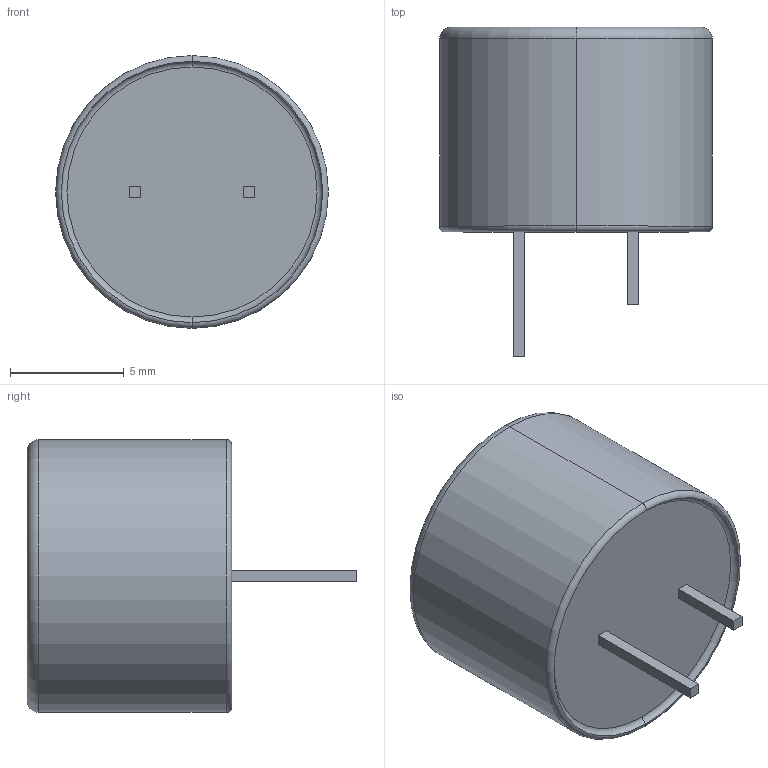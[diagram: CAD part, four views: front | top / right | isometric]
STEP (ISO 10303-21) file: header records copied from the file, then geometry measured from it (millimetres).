
FILE_DESCRIPTION (( 'STEP AP214' ), '1' );
FILE_NAME ('SD1209T5-A1.STEP', '2021-05-05T06:48:41', ( '' ), ( '' ), 'SwSTEP 2.0', 'SolidWorks 2018', '' );
FILE_SCHEMA (( 'AUTOMOTIVE_DESIGN' ));
Length unit declared in the file: millimetre
Products named in the file (1): SD1209T5-A1
Bounding box: 12 x 14.5 x 12 mm (x, y, z)
Volume: 972.6 mm3; surface area: 607.5 mm2
Topology: 1 solids, 1 shells, 27 faces, 56 edges, 34 vertices
Faces by surface type: plane 13, torus 10, cylinder 4
Entity records: 1049 total; most frequent: DIRECTION 140, CARTESIAN_POINT 118, ORIENTED_EDGE 112, EDGE_CURVE 56, AXIS2_PLACEMENT_3D 56, VERTEX_POINT 34, EDGE_LOOP 30, UNCERTAINTY_MEASURE_WITH_UNIT 30
